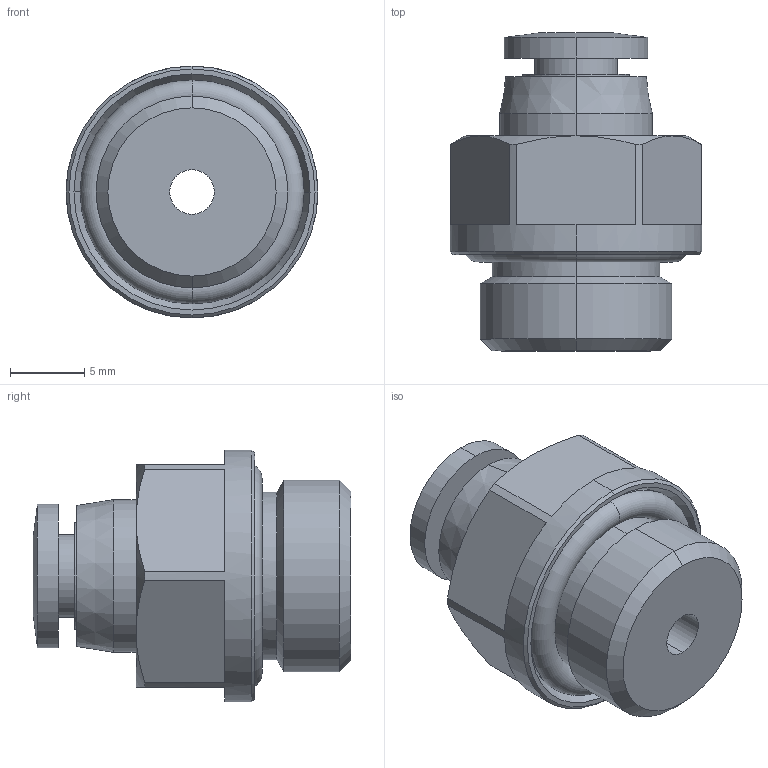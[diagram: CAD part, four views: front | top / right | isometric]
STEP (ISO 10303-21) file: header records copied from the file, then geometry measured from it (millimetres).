
FILE_DESCRIPTION (( 'STEP AP214' ), '1' );
FILE_NAME ('MS4M-14G.step', '2019-07-30T13:19:01', ( '' ), ( '' ), 'SwSTEP 2.0', 'SolidWorks 2018', '' );
FILE_SCHEMA (( 'AUTOMOTIVE_DESIGN' ));
Length unit declared in the file: inch
Products named in the file (1): MS4M-14G
Bounding box: 17 x 21.45 x 17 mm (x, y, z)
Volume: 2634.7 mm3; surface area: 1982.6 mm2
Topology: 2 solids, 2 shells, 64 faces, 140 edges, 86 vertices
Faces by surface type: plane 21, cylinder 18, cone 18, torus 6, bspline 1
Entity records: 2117 total; most frequent: CARTESIAN_POINT 626, DIRECTION 324, ORIENTED_EDGE 280, EDGE_CURVE 140, AXIS2_PLACEMENT_3D 138, VERTEX_POINT 86, EDGE_LOOP 74, CIRCLE 74
